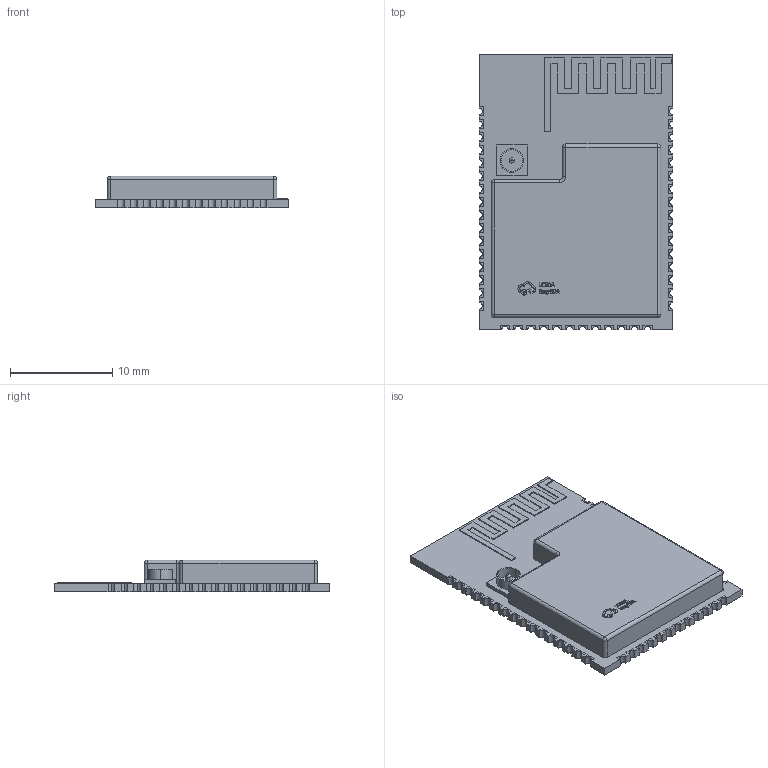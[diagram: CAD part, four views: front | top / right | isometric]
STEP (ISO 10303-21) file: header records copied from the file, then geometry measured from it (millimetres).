
FILE_DESCRIPTION (( 'STEP AP214' ), '1' );
FILE_NAME ('WIRELM-SMD_E103-W02.step', '2022-07-15T13:40:00', ( '' ), ( '' ), 'SwSTEP 2.0', 'SolidWorks 2020', '' );
FILE_SCHEMA (( 'AUTOMOTIVE_DESIGN' ));
Length unit declared in the file: millimetre
Products named in the file (1): WIRELM-SMD_E103-W02
Bounding box: 19 x 27 x 3.1 mm (x, y, z)
Volume: 1003 mm3; surface area: 1274.3 mm2
Topology: 14 solids, 14 shells, 836 faces, 2368 edges, 1569 vertices
Faces by surface type: plane 638, bspline 112, cylinder 78, sphere 5, torus 3
Entity records: 36829 total; most frequent: CARTESIAN_POINT 6489, ORIENTED_EDGE 4726, DIRECTION 3703, EDGE_CURVE 2363, VECTOR 1931, LINE 1931, VERTEX_POINT 1569, AXIS2_PLACEMENT_3D 886
